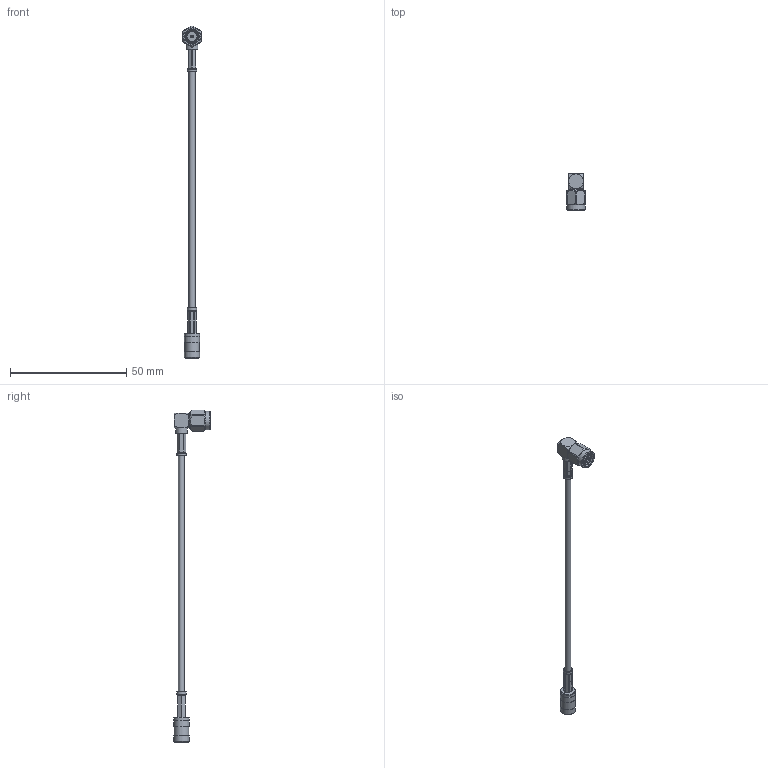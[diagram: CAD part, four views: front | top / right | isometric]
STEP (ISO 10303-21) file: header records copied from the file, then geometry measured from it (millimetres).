
FILE_DESCRIPTION (( 'STEP AP203' ), '1' );
FILE_NAME ('PE33482_3D.step', '2021-01-28T23:25:17', ( '' ), ( '' ), 'SwSTEP 2.0', 'SolidWorks 2018', '' );
FILE_SCHEMA (( 'CONFIG_CONTROL_DESIGN' ));
Length unit declared in the file: inch
Products named in the file (4): PE4046^PE33482_Crimped; PE4009^PE33482_CRIMPED; RG174AU^PE33482_RG174; PE33482_3D
Assembly tree (3 placements, depth 2):
  PE33482_3D
    RG174AU^PE33482_RG174
    PE4009^PE33482_CRIMPED
    PE4046^PE33482_Crimped
Bounding box: 8 x 15.58 x 142.92 mm (x, y, z)
Volume: 1577.7 mm3; surface area: 2782.5 mm2
Topology: 6 solids, 6 shells, 435 faces, 1182 edges, 785 vertices
Faces by surface type: plane 208, cylinder 144, cone 67, torus 9, bspline 7
Full cylindrical faces by diameter (mm): 0.014 x1, 0.508 x1, 0.66 x2, 0.94 x1, 1.194 x1, 1.7 x1, 1.702 x1, 2.032 x1, 2.591 x1, 2.692 x1, 2.71 x1, 2.794 x1, 3.48 x2, 3.607 x1, 3.988 x2, 4.013 x1, 4.064 x1, 4.115 x1, 4.572 x1, 5.08 x1, 5.486 x1, 5.755 x1, 5.835 x1, 6.161 x1, 6.35 x6, 6.371 x1, 6.516 x3, 6.539 x1, 7.877 x1
Entity records: 17463 total; most frequent: CARTESIAN_POINT 6850, ORIENTED_EDGE 2176, DIRECTION 1970, EDGE_CURVE 1088, VERTEX_POINT 750, AXIS2_PLACEMENT_3D 724, VECTOR 522, LINE 522
